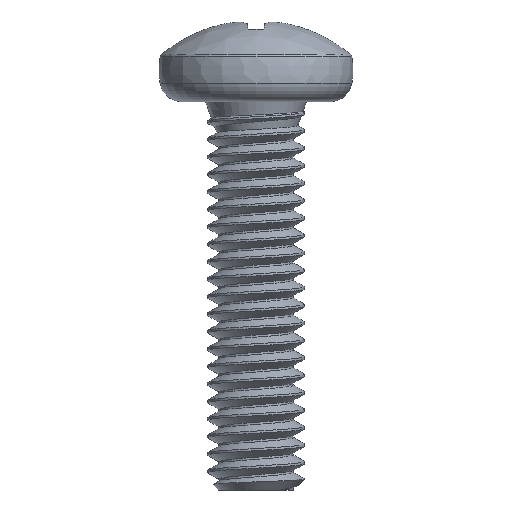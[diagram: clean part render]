
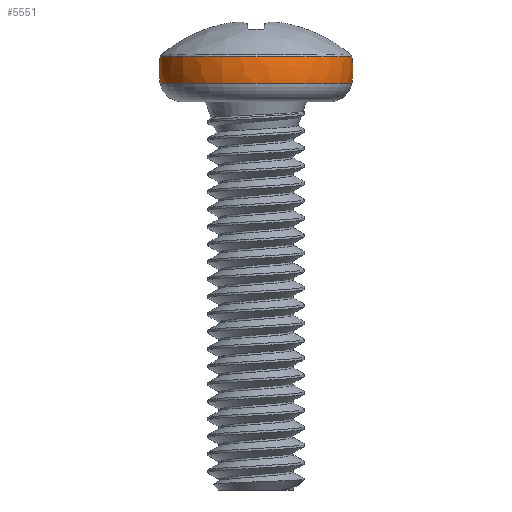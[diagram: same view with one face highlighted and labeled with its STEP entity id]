
A CAD part, left-side view. The second image highlights one B-rep face of the part: STEP entity #5551.
In plain terms, the highlighted toroidal (fillet/blend) face has major radius 0.565 mm and minor radius 1.935 mm.
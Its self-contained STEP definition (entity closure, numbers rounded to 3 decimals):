
#365 = AXIS2_PLACEMENT_3D ( 'NONE', #1149, #5376, #3266 ) ;
#445 = VERTEX_POINT ( 'NONE', #455 ) ;
#455 = CARTESIAN_POINT ( 'NONE',  ( 0., -2.47, 5.105 ) ) ;
#542 = CIRCLE ( 'NONE', #3526, 1.935 ) ;
#584 = AXIS2_PLACEMENT_3D ( 'NONE', #1306, #6614, #4710 ) ;
#653 = EDGE_LOOP ( 'NONE', ( #5243, #5474, #4843, #3501 ) ) ;
#658 = DIRECTION ( 'NONE',  ( 0., 0., 1. ) ) ;
#674 = DIRECTION ( 'NONE',  ( 0., -1., 0. ) ) ;
#871 = EDGE_CURVE ( 'NONE', #1174, #5038, #3183, .T. ) ;
#913 = EDGE_CURVE ( 'NONE', #5038, #445, #4104, .T. ) ;
#1149 = CARTESIAN_POINT ( 'NONE',  ( 0., -0.565, 4.766 ) ) ;
#1174 = VERTEX_POINT ( 'NONE', #3365 ) ;
#1200 = CIRCLE ( 'NONE', #584, 2.47 ) ;
#1306 = CARTESIAN_POINT ( 'NONE',  ( 0., 0., 5.105 ) ) ;
#1997 = EDGE_CURVE ( 'NONE', #5360, #445, #1200, .T. ) ;
#2004 = CARTESIAN_POINT ( 'NONE',  ( 0., 2.47, 5.105 ) ) ;
#2377 = DIRECTION ( 'NONE',  ( 1., 0., 0. ) ) ;
#2760 = CARTESIAN_POINT ( 'NONE',  ( 0., 0., 4.426 ) ) ;
#3035 = AXIS2_PLACEMENT_3D ( 'NONE', #4565, #4622, #5100 ) ;
#3183 = CIRCLE ( 'NONE', #3411, 2.47 ) ;
#3187 = TOROIDAL_SURFACE ( 'NONE', #3035, 0.565, 1.935 ) ;
#3266 = DIRECTION ( 'NONE',  ( 0., 0., 1. ) ) ;
#3365 = CARTESIAN_POINT ( 'NONE',  ( 0., 2.47, 4.426 ) ) ;
#3411 = AXIS2_PLACEMENT_3D ( 'NONE', #2760, #658, #674 ) ;
#3462 = CARTESIAN_POINT ( 'NONE',  ( 0., 0.565, 4.766 ) ) ;
#3501 = ORIENTED_EDGE ( 'NONE', *, *, #1997, .F. ) ;
#3526 = AXIS2_PLACEMENT_3D ( 'NONE', #3462, #2377, #6070 ) ;
#4104 = CIRCLE ( 'NONE', #365, 1.935 ) ;
#4364 = CARTESIAN_POINT ( 'NONE',  ( 0., -2.47, 4.426 ) ) ;
#4565 = CARTESIAN_POINT ( 'NONE',  ( 0., 0., 4.766 ) ) ;
#4622 = DIRECTION ( 'NONE',  ( 0., 0., 1. ) ) ;
#4710 = DIRECTION ( 'NONE',  ( 0., -1., 0. ) ) ;
#4833 = FACE_OUTER_BOUND ( 'NONE', #653, .T. ) ;
#4843 = ORIENTED_EDGE ( 'NONE', *, *, #913, .T. ) ;
#5038 = VERTEX_POINT ( 'NONE', #4364 ) ;
#5100 = DIRECTION ( 'NONE',  ( 0., -1., 0. ) ) ;
#5233 = EDGE_CURVE ( 'NONE', #1174, #5360, #542, .T. ) ;
#5243 = ORIENTED_EDGE ( 'NONE', *, *, #5233, .F. ) ;
#5360 = VERTEX_POINT ( 'NONE', #2004 ) ;
#5376 = DIRECTION ( 'NONE',  ( -1., 0., 0. ) ) ;
#5474 = ORIENTED_EDGE ( 'NONE', *, *, #871, .T. ) ;
#5551 = ADVANCED_FACE ( 'NONE', ( #4833 ), #3187, .T. ) ;
#6070 = DIRECTION ( 'NONE',  ( 0., 1., 0. ) ) ;
#6614 = DIRECTION ( 'NONE',  ( 0., 0., 1. ) ) ;
